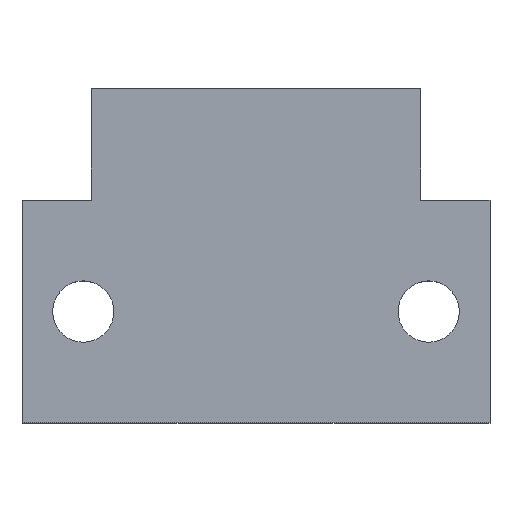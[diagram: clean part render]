
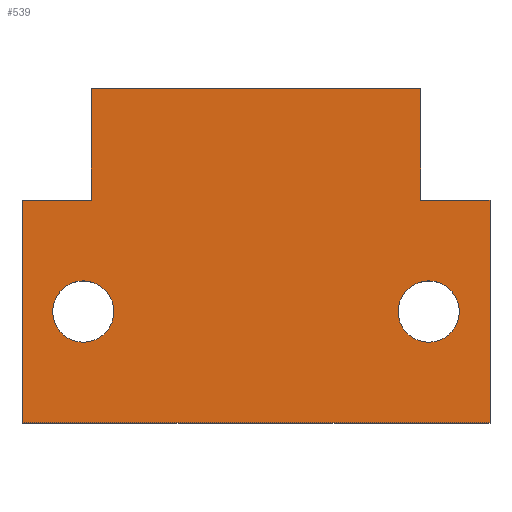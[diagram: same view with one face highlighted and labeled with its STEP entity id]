
A CAD part, top view. The second image highlights one B-rep face of the part: STEP entity #539.
In plain terms, the highlighted planar face has unit normal (0, 0, 1).
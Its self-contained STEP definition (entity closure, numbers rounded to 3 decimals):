
#2 = DIRECTION ( 'NONE',  ( 0., 1., 0. ) ) ;
#17 = CARTESIAN_POINT ( 'NONE',  ( 15.5, 10., 3.5 ) ) ;
#18 = DIRECTION ( 'NONE',  ( -1., 0., 0. ) ) ;
#20 = ORIENTED_EDGE ( 'NONE', *, *, #125, .F. ) ;
#32 = CARTESIAN_POINT ( 'NONE',  ( 14.8, 30., 3.5 ) ) ;
#33 = LINE ( 'NONE', #466, #1060 ) ;
#35 = EDGE_CURVE ( 'NONE', #263, #1309, #597, .T. ) ;
#44 = EDGE_LOOP ( 'NONE', ( #110, #1243 ) ) ;
#77 = AXIS2_PLACEMENT_3D ( 'NONE', #491, #950, #929 ) ;
#101 = VECTOR ( 'NONE', #1072, 1000. ) ;
#105 = CARTESIAN_POINT ( 'NONE',  ( -21., 20., 3.5 ) ) ;
#110 = ORIENTED_EDGE ( 'NONE', *, *, #377, .T. ) ;
#116 = VERTEX_POINT ( 'NONE', #501 ) ;
#118 = PLANE ( 'NONE',  #145 ) ;
#123 = VECTOR ( 'NONE', #1002, 1000. ) ;
#125 = EDGE_CURVE ( 'NONE', #1267, #1065, #33, .T. ) ;
#128 = FACE_OUTER_BOUND ( 'NONE', #655, .T. ) ;
#137 = ORIENTED_EDGE ( 'NONE', *, *, #427, .T. ) ;
#139 = EDGE_CURVE ( 'NONE', #148, #1227, #1080, .T. ) ;
#145 = AXIS2_PLACEMENT_3D ( 'NONE', #549, #995, #882 ) ;
#148 = VERTEX_POINT ( 'NONE', #890 ) ;
#190 = VECTOR ( 'NONE', #1298, 1000. ) ;
#197 = VERTEX_POINT ( 'NONE', #1329 ) ;
#199 = LINE ( 'NONE', #1092, #101 ) ;
#238 = CARTESIAN_POINT ( 'NONE',  ( 21., 0., 3.5 ) ) ;
#245 = CARTESIAN_POINT ( 'NONE',  ( 21., 20., 3.5 ) ) ;
#261 = LINE ( 'NONE', #1046, #989 ) ;
#263 = VERTEX_POINT ( 'NONE', #1128 ) ;
#266 = CARTESIAN_POINT ( 'NONE',  ( -21., 0., 3.5 ) ) ;
#267 = CARTESIAN_POINT ( 'NONE',  ( 0., 20., 3.5 ) ) ;
#271 = ORIENTED_EDGE ( 'NONE', *, *, #731, .T. ) ;
#280 = AXIS2_PLACEMENT_3D ( 'NONE', #17, #544, #986 ) ;
#281 = DIRECTION ( 'NONE',  ( -1., 0., 0. ) ) ;
#305 = DIRECTION ( 'NONE',  ( -1., 0., 0. ) ) ;
#307 = EDGE_CURVE ( 'NONE', #434, #116, #261, .T. ) ;
#354 = CARTESIAN_POINT ( 'NONE',  ( 21., 20., 3.5 ) ) ;
#365 = EDGE_CURVE ( 'NONE', #116, #197, #822, .T. ) ;
#377 = EDGE_CURVE ( 'NONE', #1309, #263, #802, .T. ) ;
#412 = CARTESIAN_POINT ( 'NONE',  ( -14.8, 30., 3.5 ) ) ;
#427 = EDGE_CURVE ( 'NONE', #997, #892, #199, .T. ) ;
#434 = VERTEX_POINT ( 'NONE', #866 ) ;
#466 = CARTESIAN_POINT ( 'NONE',  ( 0., 0., 3.5 ) ) ;
#476 = ORIENTED_EDGE ( 'NONE', *, *, #926, .F. ) ;
#491 = CARTESIAN_POINT ( 'NONE',  ( -15.5, 10., 3.5 ) ) ;
#501 = CARTESIAN_POINT ( 'NONE',  ( -14.8, 20., 3.5 ) ) ;
#514 = DIRECTION ( 'NONE',  ( 0., 0., -1. ) ) ;
#539 = ADVANCED_FACE ( 'NONE', ( #1001, #772, #128 ), #118, .T. ) ;
#542 = LINE ( 'NONE', #985, #1369 ) ;
#544 = DIRECTION ( 'NONE',  ( 0., 0., -1. ) ) ;
#549 = CARTESIAN_POINT ( 'NONE',  ( 0., 20., 3.5 ) ) ;
#573 = ORIENTED_EDGE ( 'NONE', *, *, #365, .T. ) ;
#597 = CIRCLE ( 'NONE', #715, 2.75 ) ;
#622 = CIRCLE ( 'NONE', #280, 2.75 ) ;
#634 = DIRECTION ( 'NONE',  ( 1., 0., 0. ) ) ;
#655 = EDGE_LOOP ( 'NONE', ( #20, #476, #137, #988, #271, #1290, #573, #1194 ) ) ;
#663 = CARTESIAN_POINT ( 'NONE',  ( -18.25, 10., 3.5 ) ) ;
#681 = DIRECTION ( 'NONE',  ( 0., 0., -1. ) ) ;
#715 = AXIS2_PLACEMENT_3D ( 'NONE', #857, #514, #634 ) ;
#731 = EDGE_CURVE ( 'NONE', #1004, #434, #845, .T. ) ;
#749 = CARTESIAN_POINT ( 'NONE',  ( 15.5, 10., 3.5 ) ) ;
#750 = ORIENTED_EDGE ( 'NONE', *, *, #139, .T. ) ;
#772 = FACE_BOUND ( 'NONE', #44, .T. ) ;
#802 = CIRCLE ( 'NONE', #77, 2.75 ) ;
#822 = LINE ( 'NONE', #267, #1302 ) ;
#845 = LINE ( 'NONE', #412, #1037 ) ;
#857 = CARTESIAN_POINT ( 'NONE',  ( -15.5, 10., 3.5 ) ) ;
#866 = CARTESIAN_POINT ( 'NONE',  ( -14.8, 30., 3.5 ) ) ;
#882 = DIRECTION ( 'NONE',  ( 1., 0., 0. ) ) ;
#887 = CARTESIAN_POINT ( 'NONE',  ( 18.25, 10., 3.5 ) ) ;
#890 = CARTESIAN_POINT ( 'NONE',  ( 12.75, 10., 3.5 ) ) ;
#892 = VERTEX_POINT ( 'NONE', #1107 ) ;
#926 = EDGE_CURVE ( 'NONE', #997, #1267, #1093, .T. ) ;
#929 = DIRECTION ( 'NONE',  ( 1., 0., 0. ) ) ;
#931 = ORIENTED_EDGE ( 'NONE', *, *, #946, .T. ) ;
#946 = EDGE_CURVE ( 'NONE', #1227, #148, #622, .T. ) ;
#950 = DIRECTION ( 'NONE',  ( 0., 0., -1. ) ) ;
#985 = CARTESIAN_POINT ( 'NONE',  ( 14.8, 30., 3.5 ) ) ;
#986 = DIRECTION ( 'NONE',  ( -1., 0., 0. ) ) ;
#988 = ORIENTED_EDGE ( 'NONE', *, *, #1360, .T. ) ;
#989 = VECTOR ( 'NONE', #1058, 1000. ) ;
#995 = DIRECTION ( 'NONE',  ( 0., 0., 1. ) ) ;
#997 = VERTEX_POINT ( 'NONE', #245 ) ;
#1001 = FACE_BOUND ( 'NONE', #1228, .T. ) ;
#1002 = DIRECTION ( 'NONE',  ( 0., -1., 0. ) ) ;
#1004 = VERTEX_POINT ( 'NONE', #32 ) ;
#1037 = VECTOR ( 'NONE', #305, 1000. ) ;
#1046 = CARTESIAN_POINT ( 'NONE',  ( -14.8, 30., 3.5 ) ) ;
#1058 = DIRECTION ( 'NONE',  ( 0., -1., 0. ) ) ;
#1060 = VECTOR ( 'NONE', #18, 1000. ) ;
#1065 = VERTEX_POINT ( 'NONE', #266 ) ;
#1072 = DIRECTION ( 'NONE',  ( -1., 0., 0. ) ) ;
#1080 = CIRCLE ( 'NONE', #1321, 2.75 ) ;
#1085 = LINE ( 'NONE', #105, #190 ) ;
#1092 = CARTESIAN_POINT ( 'NONE',  ( 0., 20., 3.5 ) ) ;
#1093 = LINE ( 'NONE', #354, #123 ) ;
#1107 = CARTESIAN_POINT ( 'NONE',  ( 14.8, 20., 3.5 ) ) ;
#1128 = CARTESIAN_POINT ( 'NONE',  ( -12.75, 10., 3.5 ) ) ;
#1194 = ORIENTED_EDGE ( 'NONE', *, *, #1357, .T. ) ;
#1227 = VERTEX_POINT ( 'NONE', #887 ) ;
#1228 = EDGE_LOOP ( 'NONE', ( #750, #931 ) ) ;
#1231 = DIRECTION ( 'NONE',  ( -1., 0., 0. ) ) ;
#1243 = ORIENTED_EDGE ( 'NONE', *, *, #35, .T. ) ;
#1267 = VERTEX_POINT ( 'NONE', #238 ) ;
#1290 = ORIENTED_EDGE ( 'NONE', *, *, #307, .T. ) ;
#1298 = DIRECTION ( 'NONE',  ( 0., -1., 0. ) ) ;
#1302 = VECTOR ( 'NONE', #281, 1000. ) ;
#1309 = VERTEX_POINT ( 'NONE', #663 ) ;
#1321 = AXIS2_PLACEMENT_3D ( 'NONE', #749, #681, #1231 ) ;
#1329 = CARTESIAN_POINT ( 'NONE',  ( -21., 20., 3.5 ) ) ;
#1357 = EDGE_CURVE ( 'NONE', #197, #1065, #1085, .T. ) ;
#1360 = EDGE_CURVE ( 'NONE', #892, #1004, #542, .T. ) ;
#1369 = VECTOR ( 'NONE', #2, 1000. ) ;
